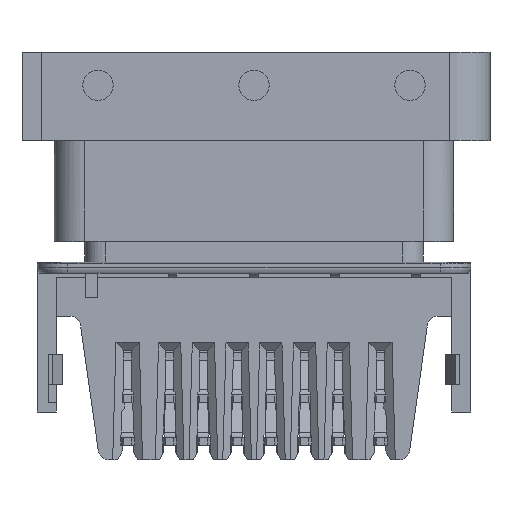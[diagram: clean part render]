
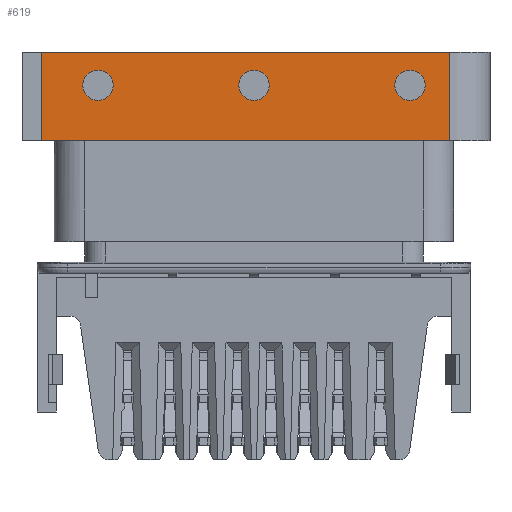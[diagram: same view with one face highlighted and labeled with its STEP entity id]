
A CAD part, front view. The second image highlights one B-rep face of the part: STEP entity #619.
In plain terms, the highlighted planar face has unit normal (0, -1, 0).
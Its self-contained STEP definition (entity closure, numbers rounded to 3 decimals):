
#461=FACE_BOUND('',#4339,.T.);
#462=FACE_BOUND('',#4340,.T.);
#463=FACE_BOUND('',#4341,.T.);
#464=FACE_BOUND('',#4342,.T.);
#619=ADVANCED_FACE('',(#461,#462,#463,#464),#1887,.T.);
#1887=PLANE('',#25930);
#4339=EDGE_LOOP('',(#6914,#6915,#6916,#6917));
#4340=EDGE_LOOP('',(#6918));
#4341=EDGE_LOOP('',(#6919));
#4342=EDGE_LOOP('',(#6920));
#5532=CIRCLE('',#25927,1.5);
#5533=CIRCLE('',#25928,1.5);
#5534=CIRCLE('',#25929,1.5);
#6914=ORIENTED_EDGE('',*,*,#16418,.F.);
#6915=ORIENTED_EDGE('',*,*,#16420,.T.);
#6916=ORIENTED_EDGE('',*,*,#16441,.T.);
#6917=ORIENTED_EDGE('',*,*,#16403,.F.);
#6918=ORIENTED_EDGE('',*,*,#16442,.T.);
#6919=ORIENTED_EDGE('',*,*,#16443,.T.);
#6920=ORIENTED_EDGE('',*,*,#16444,.T.);
#13913=VERTEX_POINT('',#35998);
#13914=VERTEX_POINT('',#36000);
#13925=VERTEX_POINT('',#36028);
#13927=VERTEX_POINT('',#36034);
#13939=VERTEX_POINT('',#36075);
#13940=VERTEX_POINT('',#36077);
#13941=VERTEX_POINT('',#36079);
#16403=EDGE_CURVE('',#13913,#13914,#20029,.T.);
#16418=EDGE_CURVE('',#13925,#13913,#20042,.T.);
#16420=EDGE_CURVE('',#13925,#13927,#20044,.T.);
#16441=EDGE_CURVE('',#13927,#13914,#20059,.T.);
#16442=EDGE_CURVE('',#13939,#13939,#5532,.T.);
#16443=EDGE_CURVE('',#13940,#13940,#5533,.T.);
#16444=EDGE_CURVE('',#13941,#13941,#5534,.T.);
#20029=LINE('',#35999,#23351);
#20042=LINE('',#36030,#23364);
#20044=LINE('',#36033,#23366);
#20059=LINE('',#36072,#23381);
#23351=VECTOR('',#28595,1.);
#23364=VECTOR('',#28618,1.);
#23366=VECTOR('',#28622,1.);
#23381=VECTOR('',#28661,1.);
#25927=AXIS2_PLACEMENT_3D('',#36074,#28664,#28665);
#25928=AXIS2_PLACEMENT_3D('',#36076,#28666,#28667);
#25929=AXIS2_PLACEMENT_3D('',#36078,#28668,#28669);
#25930=AXIS2_PLACEMENT_3D('',#36080,#28670,#28671);
#28595=DIRECTION('',(1.,0.,0.));
#28618=DIRECTION('',(0.,0.,1.));
#28622=DIRECTION('',(1.,0.,0.));
#28661=DIRECTION('',(0.,0.,1.));
#28664=DIRECTION('',(0.,1.,0.));
#28665=DIRECTION('',(1.,0.,0.));
#28666=DIRECTION('',(0.,1.,0.));
#28667=DIRECTION('',(1.,0.,0.));
#28668=DIRECTION('',(0.,1.,0.));
#28669=DIRECTION('',(1.,0.,0.));
#28670=DIRECTION('',(0.,-1.,0.));
#28671=DIRECTION('',(-1.,0.,0.));
#35998=CARTESIAN_POINT('',(-21.,-12.025,16.05));
#35999=CARTESIAN_POINT('',(-19.7,-12.025,16.05));
#36000=CARTESIAN_POINT('',(19.3,-12.025,16.05));
#36028=CARTESIAN_POINT('',(-21.,-12.025,7.35));
#36030=CARTESIAN_POINT('',(-21.,-12.025,16.05));
#36033=CARTESIAN_POINT('',(-19.7,-12.025,7.35));
#36034=CARTESIAN_POINT('',(19.3,-12.025,7.35));
#36072=CARTESIAN_POINT('',(19.3,-12.025,7.65));
#36074=CARTESIAN_POINT('',(0.,-12.025,12.8));
#36075=CARTESIAN_POINT('',(1.5,-12.025,12.8));
#36076=CARTESIAN_POINT('',(15.4,-12.025,12.8));
#36077=CARTESIAN_POINT('',(16.9,-12.025,12.8));
#36078=CARTESIAN_POINT('',(-15.4,-12.025,12.8));
#36079=CARTESIAN_POINT('',(-13.9,-12.025,12.8));
#36080=CARTESIAN_POINT('',(-21.,-12.025,16.05));
